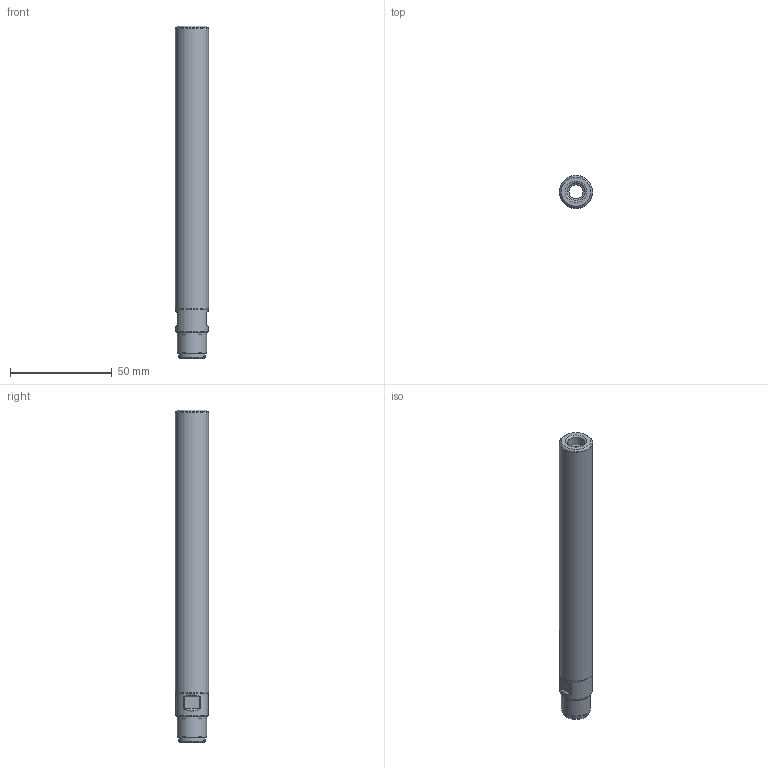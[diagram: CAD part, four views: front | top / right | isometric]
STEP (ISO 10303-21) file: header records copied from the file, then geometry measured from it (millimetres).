
FILE_DESCRIPTION(/* description */ (''),/* implementation_level */ '2;1');
FILE_NAME(/* name */ '561611190.stp',/* time_stamp */ '2021-06-01T09:31:41',/* author */ ('LRA'),/* organization */ ('REGO-FIX'),/* preprocessor_version */ ' Unknown',/* originating_system */ 'SIEMENS PLM Software Solid Edge ST10',/* authorization */ 'Unknown');
FILE_SCHEMA (('AUTOMOTIVE_DESIGN { 1 0 10303 214 2 1 1}'));
Length unit declared in the file: millimetre
Products named in the file (1): NOCUT
Bounding box: 16.3 x 16.3 x 162.9 mm (x, y, z)
Surface area: 24317.8 mm2
Topology: 2 solids, 2 shells, 57 faces, 118 edges, 69 vertices
Faces by surface type: plane 18, cylinder 17, cone 12, torus 10
Full cylindrical faces by diameter (mm): 6.917 x4, 7.5 x2, 8.5 x2, 12.7 x1, 13 x1, 14 x2, 14.3 x1, 15.8 x1, 16 x1, 16.1 x1, 16.3 x1
Entity records: 1660 total; most frequent: DIRECTION 244, CARTESIAN_POINT 191, ORIENTED_EDGE 138, AXIS2_PLACEMENT_3D 114, EDGE_LOOP 106, FACE_BOUND 106, EDGE_CURVE 69, VERTEX_POINT 61
